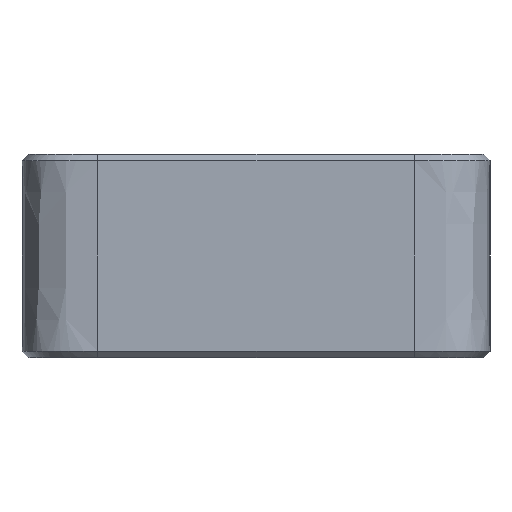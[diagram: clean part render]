
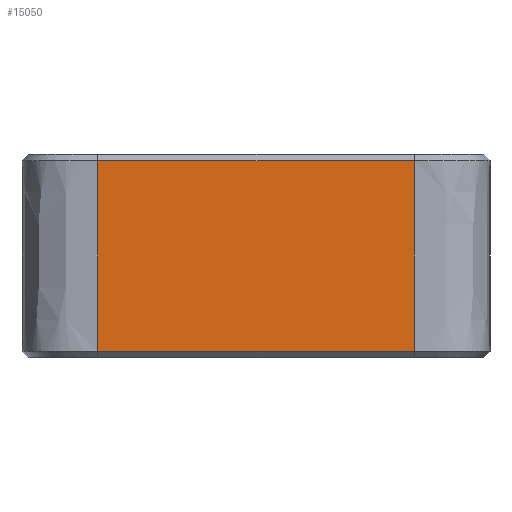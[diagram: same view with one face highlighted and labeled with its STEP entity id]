
A CAD part, left-side view. The second image highlights one B-rep face of the part: STEP entity #15050.
In plain terms, the highlighted planar face has unit normal (-1, 0, 0).
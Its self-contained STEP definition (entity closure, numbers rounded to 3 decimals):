
#333 = EDGE_LOOP ( 'NONE', ( #14120, #5915, #16968, #14655 ) ) ;
#781 = VERTEX_POINT ( 'NONE', #3575 ) ;
#1201 = B_SPLINE_CURVE_WITH_KNOTS ( 'NONE', 3,
 ( #17053, #7629, #6314, #12432 ),
 .UNSPECIFIED., .F., .F.,
 ( 4, 4 ),
 ( 0.031, 0.969 ),
 .UNSPECIFIED. ) ;
#1242 = EDGE_CURVE ( 'NONE', #17454, #781, #1201, .T. ) ;
#1780 = VECTOR ( 'NONE', #13652, 1000. ) ;
#1970 = CARTESIAN_POINT ( 'NONE',  ( 7.063, 11.076, 0.5 ) ) ;
#2603 = VECTOR ( 'NONE', #13235, 1000. ) ;
#2702 = CARTESIAN_POINT ( 'NONE',  ( 7.063, 42.076, 0.5 ) ) ;
#3085 = VERTEX_POINT ( 'NONE', #9059 ) ;
#3117 = EDGE_CURVE ( 'NONE', #781, #5121, #4114, .T. ) ;
#3575 = CARTESIAN_POINT ( 'NONE',  ( 7.063, 36.076, 0.5 ) ) ;
#3675 = CARTESIAN_POINT ( 'NONE',  ( 7.063, 11.076, 5.533 ) ) ;
#4114 = LINE ( 'NONE', #2702, #2603 ) ;
#5121 = VERTEX_POINT ( 'NONE', #10775 ) ;
#5609 = EDGE_CURVE ( 'NONE', #5121, #3085, #15429, .T. ) ;
#5886 = DIRECTION ( 'NONE',  ( 0., 0., -1. ) ) ;
#5915 = ORIENTED_EDGE ( 'NONE', *, *, #12074, .T. ) ;
#6314 = CARTESIAN_POINT ( 'NONE',  ( 7.063, 36.076, 5.533 ) ) ;
#7629 = CARTESIAN_POINT ( 'NONE',  ( 7.063, 36.076, 10.567 ) ) ;
#8901 = CARTESIAN_POINT ( 'NONE',  ( 7.063, 42.076, 16.1 ) ) ;
#9059 = CARTESIAN_POINT ( 'NONE',  ( 7.063, 11.076, 15.6 ) ) ;
#9287 = DIRECTION ( 'NONE',  ( 1., 0., 0. ) ) ;
#10586 = PLANE ( 'NONE',  #16788 ) ;
#10639 = LINE ( 'NONE', #16969, #1780 ) ;
#10775 = CARTESIAN_POINT ( 'NONE',  ( 7.063, 11.076, 0.5 ) ) ;
#11315 = CARTESIAN_POINT ( 'NONE',  ( 7.063, 36.076, 15.6 ) ) ;
#12074 = EDGE_CURVE ( 'NONE', #3085, #17454, #10639, .T. ) ;
#12105 = FACE_OUTER_BOUND ( 'NONE', #333, .T. ) ;
#12432 = CARTESIAN_POINT ( 'NONE',  ( 7.063, 36.076, 0.5 ) ) ;
#13235 = DIRECTION ( 'NONE',  ( 0., -1., 0. ) ) ;
#13652 = DIRECTION ( 'NONE',  ( 0., 1., 0. ) ) ;
#14120 = ORIENTED_EDGE ( 'NONE', *, *, #5609, .T. ) ;
#14208 = CARTESIAN_POINT ( 'NONE',  ( 7.063, 11.076, 15.6 ) ) ;
#14655 = ORIENTED_EDGE ( 'NONE', *, *, #3117, .T. ) ;
#15050 = ADVANCED_FACE ( 'NONE', ( #12105 ), #10586, .F. ) ;
#15429 = B_SPLINE_CURVE_WITH_KNOTS ( 'NONE', 3,
 ( #1970, #3675, #17623, #14208 ),
 .UNSPECIFIED., .F., .F.,
 ( 4, 4 ),
 ( 0.031, 0.969 ),
 .UNSPECIFIED. ) ;
#16788 = AXIS2_PLACEMENT_3D ( 'NONE', #8901, #9287, #5886 ) ;
#16968 = ORIENTED_EDGE ( 'NONE', *, *, #1242, .T. ) ;
#16969 = CARTESIAN_POINT ( 'NONE',  ( 7.063, 36.076, 15.6 ) ) ;
#17053 = CARTESIAN_POINT ( 'NONE',  ( 7.063, 36.076, 15.6 ) ) ;
#17454 = VERTEX_POINT ( 'NONE', #11315 ) ;
#17623 = CARTESIAN_POINT ( 'NONE',  ( 7.063, 11.076, 10.567 ) ) ;
